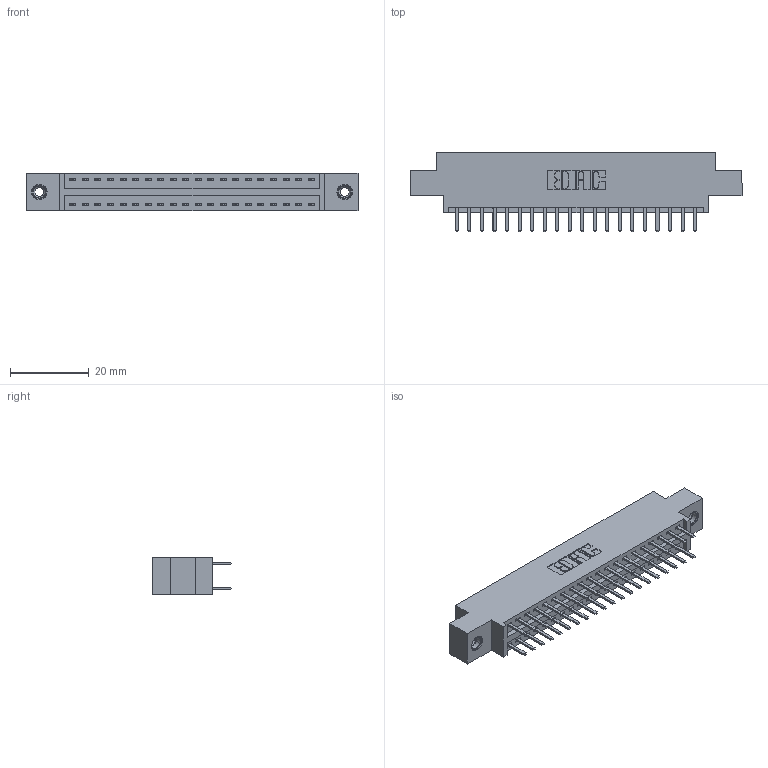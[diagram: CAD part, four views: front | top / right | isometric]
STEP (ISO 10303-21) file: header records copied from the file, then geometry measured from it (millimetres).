
FILE_DESCRIPTION (( 'STEP AP203' ), '1' );
FILE_NAME ('346-040-520-808.STEP', '2022-05-20T01:18:04', ( '' ), ( '' ), 'SwSTEP 2.0', 'SolidWorks 2020', '' );
FILE_SCHEMA (( 'CONFIG_CONTROL_DESIGN' ));
Length unit declared in the file: inch
Products named in the file (4): 345-292-001_345-293-120; 346 Part_0.170 Offset - 0.156 Dia-TI; 346-040-520-808; 345-250-001_345-250-003-102
Assembly tree (43 placements, depth 2):
  346-040-520-808
    346 Part_0.170 Offset - 0.156 Dia-TI
    345-292-001_345-293-120  x40
    345-250-001_345-250-003-102  x2
Bounding box: 84.07 x 20.02 x 9.4 mm (x, y, z)
Volume: 7848.7 mm3; surface area: 10601.2 mm2
Topology: 43 solids, 43 shells, 2426 faces, 6997 edges, 4550 vertices
Faces by surface type: plane 1592, cylinder 818, cone 12, torus 4
Entity records: 17446 total; most frequent: CARTESIAN_POINT 2903, ORIENTED_EDGE 2818, DIRECTION 2623, EDGE_CURVE 1409, VECTOR 1173, LINE 1173, VERTEX_POINT 932, AXIS2_PLACEMENT_3D 725
